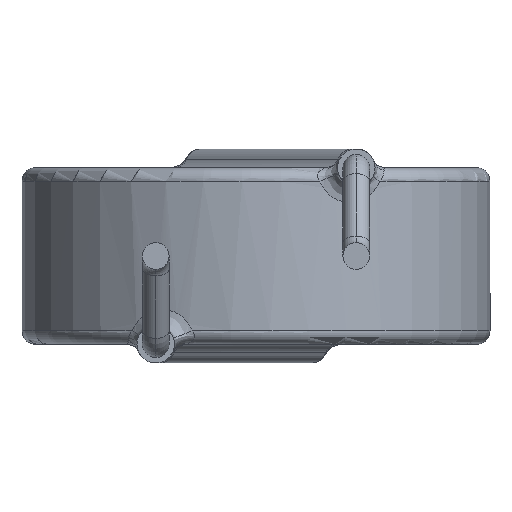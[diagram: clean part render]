
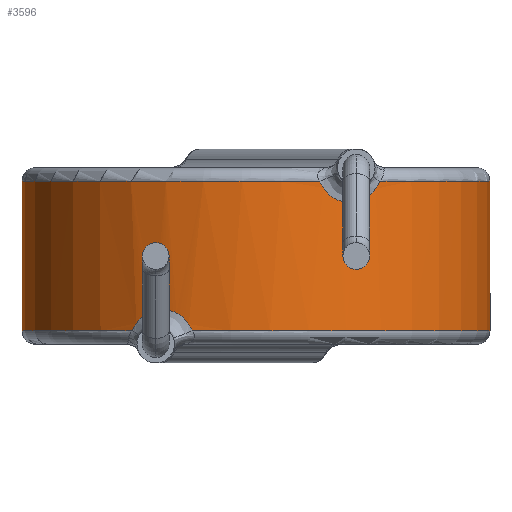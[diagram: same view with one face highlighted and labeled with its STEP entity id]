
A CAD part, front view. The second image highlights one B-rep face of the part: STEP entity #3596.
In plain terms, the highlighted cylindrical face has radius 8.75 mm (diameter 17.5 mm), a partial arc.
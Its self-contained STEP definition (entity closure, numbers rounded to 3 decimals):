
#14 = ORIENTED_EDGE ( 'NONE', *, *, #5096, .T. ) ;
#33 = CARTESIAN_POINT ( 'NONE',  ( 0., 0., 2.8 ) ) ;
#69 = CARTESIAN_POINT ( 'NONE',  ( -8.75, 0., -7.293 ) ) ;
#177 = CARTESIAN_POINT ( 'NONE',  ( 3.771, -7.897, 2.024 ) ) ;
#247 = ORIENTED_EDGE ( 'NONE', *, *, #5376, .F. ) ;
#524 = CARTESIAN_POINT ( 'NONE',  ( -3.064, -8.197, -2.083 ) ) ;
#624 = DIRECTION ( 'NONE',  ( 0., 0., -1. ) ) ;
#669 = CARTESIAN_POINT ( 'NONE',  ( 0., 0., -2.8 ) ) ;
#770 = CARTESIAN_POINT ( 'NONE',  ( 4.098, -7.732, 2.156 ) ) ;
#797 = ORIENTED_EDGE ( 'NONE', *, *, #1372, .T. ) ;
#810 = EDGE_CURVE ( 'NONE', #3300, #1119, #6129, .T. ) ;
#824 = VERTEX_POINT ( 'NONE', #4970 ) ;
#865 = AXIS2_PLACEMENT_3D ( 'NONE', #2300, #6688, #6598 ) ;
#932 = AXIS2_PLACEMENT_3D ( 'NONE', #669, #4326, #6746 ) ;
#1119 = VERTEX_POINT ( 'NONE', #3298 ) ;
#1372 = EDGE_CURVE ( 'NONE', #824, #5561, #1840, .T. ) ;
#1377 = VERTEX_POINT ( 'NONE', #5766 ) ;
#1383 = CARTESIAN_POINT ( 'NONE',  ( 4.29, -7.627, 2.295 ) ) ;
#1423 = CARTESIAN_POINT ( 'NONE',  ( 2.481, -8.391, 2.557 ) ) ;
#1736 = CARTESIAN_POINT ( 'NONE',  ( -4.586, -7.452, -2.681 ) ) ;
#1840 = CIRCLE ( 'NONE', #2851, 8.75 ) ;
#1988 = CARTESIAN_POINT ( 'NONE',  ( 4.632, -7.423, 2.8 ) ) ;
#2027 = CARTESIAN_POINT ( 'NONE',  ( 2.954, -8.237, 2.136 ) ) ;
#2053 = VECTOR ( 'NONE', #2831, 1000. ) ;
#2066 = CARTESIAN_POINT ( 'NONE',  ( 2.386, -8.418, 2.8 ) ) ;
#2118 = CARTESIAN_POINT ( 'NONE',  ( -8.75, 0., 2.8 ) ) ;
#2242 = EDGE_CURVE ( 'NONE', #1377, #1119, #6591, .T. ) ;
#2251 = CARTESIAN_POINT ( 'NONE',  ( -2.481, -8.391, -2.557 ) ) ;
#2287 = CARTESIAN_POINT ( 'NONE',  ( -2.386, -8.418, -2.8 ) ) ;
#2300 = CARTESIAN_POINT ( 'NONE',  ( 0., 0., -7.293 ) ) ;
#2303 = CARTESIAN_POINT ( 'NONE',  ( 4.632, -7.423, 2.8 ) ) ;
#2454 = DIRECTION ( 'NONE',  ( -1., 0., 0. ) ) ;
#2632 = FACE_OUTER_BOUND ( 'NONE', #6424, .T. ) ;
#2663 = CARTESIAN_POINT ( 'NONE',  ( 3.297, -8.106, 2.013 ) ) ;
#2809 = CARTESIAN_POINT ( 'NONE',  ( -2.644, -8.344, -2.349 ) ) ;
#2831 = DIRECTION ( 'NONE',  ( 0., 0., -1. ) ) ;
#2849 = CARTESIAN_POINT ( 'NONE',  ( -3.417, -8.056, -1.998 ) ) ;
#2851 = AXIS2_PLACEMENT_3D ( 'NONE', #5205, #7023, #4714 ) ;
#2892 = CARTESIAN_POINT ( 'NONE',  ( -3.653, -7.952, -2.003 ) ) ;
#2894 = B_SPLINE_CURVE_WITH_KNOTS ( 'NONE', 3,
 ( #1988, #5042, #4437, #6894, #1383, #770, #3231, #177, #5080, #6323, #2663, #7536, #2027, #6937, #1423, #2066 ),
 .UNSPECIFIED., .F., .F.,
 ( 4, 2, 2, 2, 2, 2, 2, 4 ),
 ( 0., 0., 0.001, 0.001, 0.002, 0.002, 0.002, 0.003 ),
 .UNSPECIFIED. ) ;
#2933 = CARTESIAN_POINT ( 'NONE',  ( -4.376, -7.577, -2.379 ) ) ;
#2979 = CARTESIAN_POINT ( 'NONE',  ( -2.954, -8.237, -2.136 ) ) ;
#3231 = CARTESIAN_POINT ( 'NONE',  ( 3.992, -7.787, 2.1 ) ) ;
#3298 = CARTESIAN_POINT ( 'NONE',  ( -8.75, 0., -2.8 ) ) ;
#3300 = VERTEX_POINT ( 'NONE', #2118 ) ;
#3523 = CARTESIAN_POINT ( 'NONE',  ( 8.75, 0., -7.293 ) ) ;
#3540 = CARTESIAN_POINT ( 'NONE',  ( -4.632, -7.423, -2.8 ) ) ;
#3570 = B_SPLINE_CURVE_WITH_KNOTS ( 'NONE', 3,
 ( #3540, #1736, #3582, #2933, #4663, #5267, #5942, #5388, #2892, #2849, #6027, #524, #2979, #2809, #2251, #2287 ),
 .UNSPECIFIED., .F., .F.,
 ( 4, 2, 2, 2, 2, 2, 2, 4 ),
 ( 0., 0., 0.001, 0.001, 0.002, 0.002, 0.002, 0.003 ),
 .UNSPECIFIED. ) ;
#3582 = CARTESIAN_POINT ( 'NONE',  ( -4.525, -7.49, -2.574 ) ) ;
#3596 = ADVANCED_FACE ( 'NONE', ( #2632 ), #5085, .T. ) ;
#3922 = VERTEX_POINT ( 'NONE', #6608 ) ;
#3940 = ORIENTED_EDGE ( 'NONE', *, *, #6813, .T. ) ;
#3952 = VERTEX_POINT ( 'NONE', #7913 ) ;
#3965 = CIRCLE ( 'NONE', #5250, 8.75 ) ;
#4072 = VERTEX_POINT ( 'NONE', #6900 ) ;
#4326 = DIRECTION ( 'NONE',  ( 0., 0., -1. ) ) ;
#4437 = CARTESIAN_POINT ( 'NONE',  ( 4.525, -7.49, 2.574 ) ) ;
#4663 = CARTESIAN_POINT ( 'NONE',  ( -4.29, -7.627, -2.295 ) ) ;
#4714 = DIRECTION ( 'NONE',  ( -1., 0., 0. ) ) ;
#4850 = ORIENTED_EDGE ( 'NONE', *, *, #6293, .T. ) ;
#4970 = CARTESIAN_POINT ( 'NONE',  ( 8.75, 0., 2.8 ) ) ;
#5042 = CARTESIAN_POINT ( 'NONE',  ( 4.586, -7.452, 2.681 ) ) ;
#5080 = CARTESIAN_POINT ( 'NONE',  ( 3.653, -7.952, 2.003 ) ) ;
#5085 = CYLINDRICAL_SURFACE ( 'NONE', #865, 8.75 ) ;
#5086 = ORIENTED_EDGE ( 'NONE', *, *, #810, .T. ) ;
#5096 = EDGE_CURVE ( 'NONE', #3952, #3300, #6665, .T. ) ;
#5205 = CARTESIAN_POINT ( 'NONE',  ( 0., 0., 2.8 ) ) ;
#5250 = AXIS2_PLACEMENT_3D ( 'NONE', #5667, #6996, #6310 ) ;
#5267 = CARTESIAN_POINT ( 'NONE',  ( -4.098, -7.732, -2.156 ) ) ;
#5376 = EDGE_CURVE ( 'NONE', #824, #3922, #5879, .T. ) ;
#5388 = CARTESIAN_POINT ( 'NONE',  ( -3.771, -7.897, -2.024 ) ) ;
#5561 = VERTEX_POINT ( 'NONE', #2303 ) ;
#5572 = ORIENTED_EDGE ( 'NONE', *, *, #7115, .F. ) ;
#5590 = ORIENTED_EDGE ( 'NONE', *, *, #2242, .F. ) ;
#5667 = CARTESIAN_POINT ( 'NONE',  ( 0., 0., -2.8 ) ) ;
#5766 = CARTESIAN_POINT ( 'NONE',  ( -4.632, -7.423, -2.8 ) ) ;
#5879 = LINE ( 'NONE', #3523, #2053 ) ;
#5942 = CARTESIAN_POINT ( 'NONE',  ( -3.992, -7.787, -2.1 ) ) ;
#6027 = CARTESIAN_POINT ( 'NONE',  ( -3.297, -8.106, -2.013 ) ) ;
#6129 = LINE ( 'NONE', #69, #6194 ) ;
#6194 = VECTOR ( 'NONE', #624, 1000. ) ;
#6282 = AXIS2_PLACEMENT_3D ( 'NONE', #33, #7318, #2454 ) ;
#6293 = EDGE_CURVE ( 'NONE', #1377, #4072, #3570, .T. ) ;
#6310 = DIRECTION ( 'NONE',  ( -1., 0., 0. ) ) ;
#6323 = CARTESIAN_POINT ( 'NONE',  ( 3.417, -8.056, 1.998 ) ) ;
#6424 = EDGE_LOOP ( 'NONE', ( #247, #797, #3940, #14, #5086, #5590, #4850, #5572 ) ) ;
#6591 = CIRCLE ( 'NONE', #932, 8.75 ) ;
#6598 = DIRECTION ( 'NONE',  ( -1., 0., 0. ) ) ;
#6608 = CARTESIAN_POINT ( 'NONE',  ( 8.75, 0., -2.8 ) ) ;
#6665 = CIRCLE ( 'NONE', #6282, 8.75 ) ;
#6688 = DIRECTION ( 'NONE',  ( 0., 0., -1. ) ) ;
#6746 = DIRECTION ( 'NONE',  ( -1., 0., 0. ) ) ;
#6813 = EDGE_CURVE ( 'NONE', #5561, #3952, #2894, .T. ) ;
#6894 = CARTESIAN_POINT ( 'NONE',  ( 4.376, -7.577, 2.379 ) ) ;
#6900 = CARTESIAN_POINT ( 'NONE',  ( -2.386, -8.418, -2.8 ) ) ;
#6937 = CARTESIAN_POINT ( 'NONE',  ( 2.644, -8.344, 2.349 ) ) ;
#6996 = DIRECTION ( 'NONE',  ( 0., 0., -1. ) ) ;
#7023 = DIRECTION ( 'NONE',  ( 0., 0., -1. ) ) ;
#7115 = EDGE_CURVE ( 'NONE', #3922, #4072, #3965, .T. ) ;
#7318 = DIRECTION ( 'NONE',  ( 0., 0., -1. ) ) ;
#7536 = CARTESIAN_POINT ( 'NONE',  ( 3.064, -8.197, 2.083 ) ) ;
#7913 = CARTESIAN_POINT ( 'NONE',  ( 2.386, -8.418, 2.8 ) ) ;
